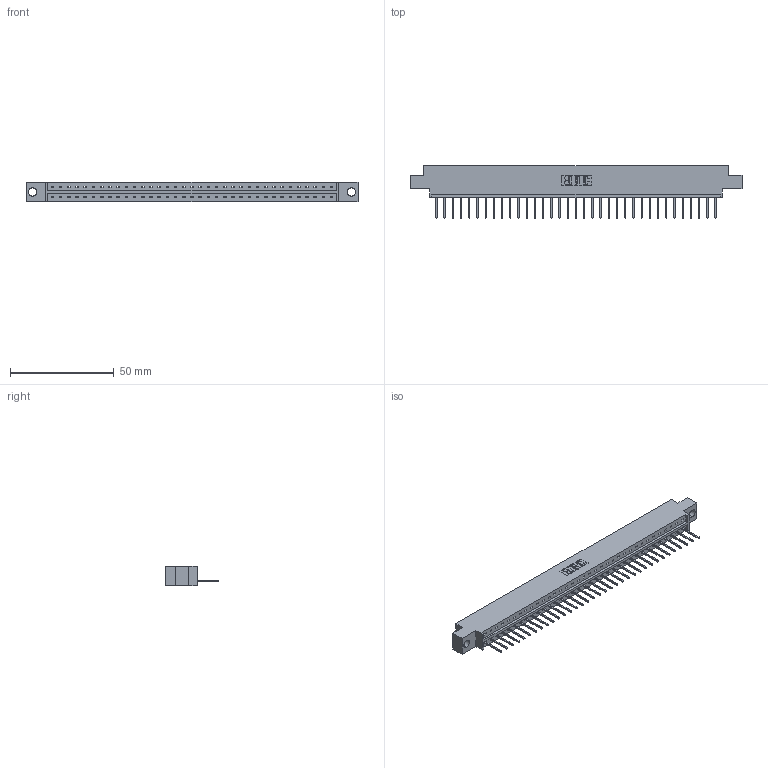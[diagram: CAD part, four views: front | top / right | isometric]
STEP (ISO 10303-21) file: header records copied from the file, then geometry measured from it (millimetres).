
FILE_DESCRIPTION (( 'STEP AP203' ), '1' );
FILE_NAME ('333-035-523-604.STEP', '2018-08-02T23:30:02', ( '' ), ( '' ), 'SwSTEP 2.0', 'SolidWorks 2016', '' );
FILE_SCHEMA (( 'CONFIG_CONTROL_DESIGN' ));
Length unit declared in the file: inch
Products named in the file (3): 333-035-523-604; 333 Part_Offset - .156 Dia - TH; 345-292-001_345-293-123
Assembly tree (36 placements, depth 2):
  333-035-523-604
    333 Part_Offset - .156 Dia - TH
    345-292-001_345-293-123  x35
Bounding box: 160.22 x 25.15 x 9.4 mm (x, y, z)
Volume: 15733.6 mm3; surface area: 17006.9 mm2
Topology: 36 solids, 36 shells, 2148 faces, 6483 edges, 4274 vertices
Faces by surface type: plane 1544, cylinder 604
Entity records: 22455 total; most frequent: CARTESIAN_POINT 3883, ORIENTED_EDGE 3854, DIRECTION 3289, EDGE_CURVE 1927, VECTOR 1799, LINE 1799, VERTEX_POINT 1282, AXIS2_PLACEMENT_3D 745
